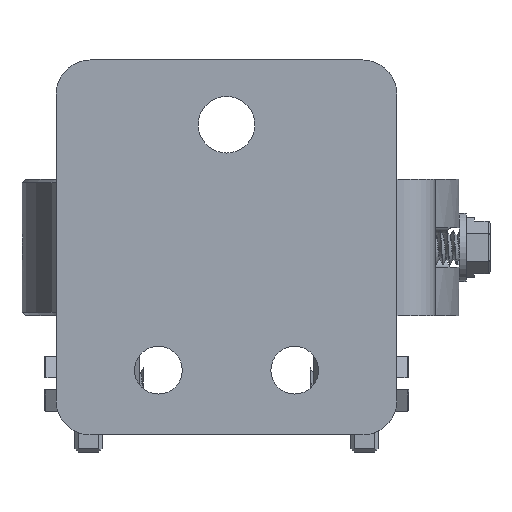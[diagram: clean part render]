
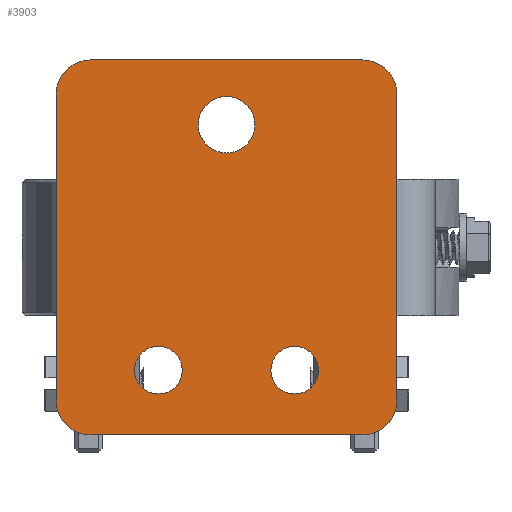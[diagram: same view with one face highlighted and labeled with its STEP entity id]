
A CAD part, front view. The second image highlights one B-rep face of the part: STEP entity #3903.
In plain terms, the highlighted planar face has unit normal (0, -1, 0).
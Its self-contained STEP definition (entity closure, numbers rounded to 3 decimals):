
#832=DIRECTION('',(0.,0.,-1.));
#833=VECTOR('',#832,12.5);
#834=CARTESIAN_POINT('',(50.,-4.,-37.5));
#835=LINE('',#834,#833);
#836=CARTESIAN_POINT('',(45.,-4.,-50.));
#837=DIRECTION('',(0.,1.,0.));
#838=DIRECTION('',(1.,0.,0.));
#839=AXIS2_PLACEMENT_3D('',#836,#837,#838);
#841=DIRECTION('',(-1.,0.,0.));
#842=VECTOR('',#841,40.);
#843=CARTESIAN_POINT('',(45.,-4.,-55.));
#844=LINE('',#843,#842);
#845=CARTESIAN_POINT('',(5.,-4.,-50.));
#846=DIRECTION('',(0.,1.,0.));
#847=DIRECTION('',(0.,0.,-1.));
#848=AXIS2_PLACEMENT_3D('',#845,#846,#847);
#850=DIRECTION('',(0.,0.,1.));
#851=VECTOR('',#850,45.);
#852=CARTESIAN_POINT('',(0.,-4.,-50.));
#853=LINE('',#852,#851);
#854=CARTESIAN_POINT('',(5.,-4.,-5.));
#855=DIRECTION('',(0.,1.,0.));
#856=DIRECTION('',(-1.,0.,0.));
#857=AXIS2_PLACEMENT_3D('',#854,#855,#856);
#859=DIRECTION('',(1.,0.,0.));
#860=VECTOR('',#859,40.);
#861=CARTESIAN_POINT('',(5.,-4.,0.));
#862=LINE('',#861,#860);
#863=CARTESIAN_POINT('',(45.,-4.,-5.));
#864=DIRECTION('',(0.,1.,0.));
#865=DIRECTION('',(0.,0.,1.));
#866=AXIS2_PLACEMENT_3D('',#863,#864,#865);
#868=DIRECTION('',(0.,0.,-1.));
#869=VECTOR('',#868,12.5);
#870=CARTESIAN_POINT('',(50.,-4.,-5.));
#871=LINE('',#870,#869);
#872=CARTESIAN_POINT('',(35.,-4.,-45.5));
#873=DIRECTION('',(0.,1.,0.));
#874=DIRECTION('',(-1.,0.,0.));
#875=AXIS2_PLACEMENT_3D('',#872,#873,#874);
#877=CARTESIAN_POINT('',(35.,-4.,-45.5));
#878=DIRECTION('',(0.,1.,0.));
#879=DIRECTION('',(1.,0.,0.));
#880=AXIS2_PLACEMENT_3D('',#877,#878,#879);
#882=CARTESIAN_POINT('',(15.,-4.,-45.5));
#883=DIRECTION('',(0.,1.,0.));
#884=DIRECTION('',(-1.,0.,0.));
#885=AXIS2_PLACEMENT_3D('',#882,#883,#884);
#887=CARTESIAN_POINT('',(15.,-4.,-45.5));
#888=DIRECTION('',(0.,1.,0.));
#889=DIRECTION('',(1.,0.,0.));
#890=AXIS2_PLACEMENT_3D('',#887,#888,#889);
#892=CARTESIAN_POINT('',(25.,-4.,-9.5));
#893=DIRECTION('',(0.,1.,0.));
#894=DIRECTION('',(-1.,0.,0.));
#895=AXIS2_PLACEMENT_3D('',#892,#893,#894);
#897=CARTESIAN_POINT('',(25.,-4.,-9.5));
#898=DIRECTION('',(0.,1.,0.));
#899=DIRECTION('',(1.,0.,0.));
#900=AXIS2_PLACEMENT_3D('',#897,#898,#899);
#902=DIRECTION('',(0.,0.,-1.));
#903=VECTOR('',#902,20.);
#904=CARTESIAN_POINT('',(50.,-4.,-17.5));
#905=LINE('',#904,#903);
#2476=CARTESIAN_POINT('',(5.,-4.,0.));
#2477=CARTESIAN_POINT('',(45.,-4.,0.));
#2478=VERTEX_POINT('',#2476);
#2479=VERTEX_POINT('',#2477);
#2480=CARTESIAN_POINT('',(45.,-4.,-55.));
#2481=CARTESIAN_POINT('',(5.,-4.,-55.));
#2482=VERTEX_POINT('',#2480);
#2483=VERTEX_POINT('',#2481);
#2484=CARTESIAN_POINT('',(0.,-4.,-50.));
#2485=CARTESIAN_POINT('',(0.,-4.,-5.));
#2486=VERTEX_POINT('',#2484);
#2487=VERTEX_POINT('',#2485);
#2489=CARTESIAN_POINT('',(50.,-4.,-50.));
#2491=VERTEX_POINT('',#2489);
#2494=CARTESIAN_POINT('',(50.,-4.,-5.));
#2495=VERTEX_POINT('',#2494);
#2508=CARTESIAN_POINT('',(20.85,-4.,-9.5));
#2509=CARTESIAN_POINT('',(29.15,-4.,-9.5));
#2510=VERTEX_POINT('',#2508);
#2511=VERTEX_POINT('',#2509);
#2512=CARTESIAN_POINT('',(11.5,-4.,-45.5));
#2513=CARTESIAN_POINT('',(18.5,-4.,-45.5));
#2514=VERTEX_POINT('',#2512);
#2515=VERTEX_POINT('',#2513);
#2516=CARTESIAN_POINT('',(31.5,-4.,-45.5));
#2517=CARTESIAN_POINT('',(38.5,-4.,-45.5));
#2518=VERTEX_POINT('',#2516);
#2519=VERTEX_POINT('',#2517);
#2532=CARTESIAN_POINT('',(50.,-4.,-17.5));
#2534=VERTEX_POINT('',#2532);
#2538=CARTESIAN_POINT('',(50.,-4.,-37.5));
#2540=VERTEX_POINT('',#2538);
#3867=CARTESIAN_POINT('',(0.,-4.,0.));
#3868=DIRECTION('',(0.,1.,0.));
#3869=DIRECTION('',(1.,0.,0.));
#3870=AXIS2_PLACEMENT_3D('',#3867,#3868,#3869);
#3871=PLANE('',#3870);
#3873=ORIENTED_EDGE('',*,*,#3872,.T.);
#3874=ORIENTED_EDGE('',*,*,#3750,.T.);
#3875=ORIENTED_EDGE('',*,*,#3764,.T.);
#3876=ORIENTED_EDGE('',*,*,#3778,.T.);
#3877=ORIENTED_EDGE('',*,*,#3792,.T.);
#3878=ORIENTED_EDGE('',*,*,#3806,.T.);
#3879=ORIENTED_EDGE('',*,*,#3820,.T.);
#3880=ORIENTED_EDGE('',*,*,#3834,.T.);
#3881=ORIENTED_EDGE('',*,*,#3848,.T.);
#3882=ORIENTED_EDGE('',*,*,#3861,.T.);
#3883=EDGE_LOOP('',(#3873,#3874,#3875,#3876,#3877,#3878,#3879,#3880,#3881,
#3882));
#3884=FACE_OUTER_BOUND('',#3883,.F.);
#3886=ORIENTED_EDGE('',*,*,#3885,.F.);
#3888=ORIENTED_EDGE('',*,*,#3887,.F.);
#3889=EDGE_LOOP('',(#3886,#3888));
#3890=FACE_BOUND('',#3889,.F.);
#3892=ORIENTED_EDGE('',*,*,#3891,.F.);
#3894=ORIENTED_EDGE('',*,*,#3893,.F.);
#3895=EDGE_LOOP('',(#3892,#3894));
#3896=FACE_BOUND('',#3895,.F.);
#3898=ORIENTED_EDGE('',*,*,#3897,.F.);
#3900=ORIENTED_EDGE('',*,*,#3899,.F.);
#3901=EDGE_LOOP('',(#3898,#3900));
#3902=FACE_BOUND('',#3901,.F.);
#3903=ADVANCED_FACE('',(#3884,#3890,#3896,#3902),#3871,.F.);
#840=CIRCLE('',#839,5.);
#849=CIRCLE('',#848,5.);
#858=CIRCLE('',#857,5.);
#867=CIRCLE('',#866,5.);
#876=CIRCLE('',#875,3.5);
#881=CIRCLE('',#880,3.5);
#886=CIRCLE('',#885,3.5);
#891=CIRCLE('',#890,3.5);
#896=CIRCLE('',#895,4.15);
#901=CIRCLE('',#900,4.15);
#3750=EDGE_CURVE('',#2540,#2491,#835,.T.);
#3764=EDGE_CURVE('',#2491,#2482,#840,.T.);
#3778=EDGE_CURVE('',#2482,#2483,#844,.T.);
#3792=EDGE_CURVE('',#2483,#2486,#849,.T.);
#3806=EDGE_CURVE('',#2486,#2487,#853,.T.);
#3820=EDGE_CURVE('',#2487,#2478,#858,.T.);
#3834=EDGE_CURVE('',#2478,#2479,#862,.T.);
#3848=EDGE_CURVE('',#2479,#2495,#867,.T.);
#3861=EDGE_CURVE('',#2495,#2534,#871,.T.);
#3872=EDGE_CURVE('',#2534,#2540,#905,.T.);
#3885=EDGE_CURVE('',#2518,#2519,#876,.T.);
#3887=EDGE_CURVE('',#2519,#2518,#881,.T.);
#3891=EDGE_CURVE('',#2514,#2515,#886,.T.);
#3893=EDGE_CURVE('',#2515,#2514,#891,.T.);
#3897=EDGE_CURVE('',#2510,#2511,#896,.T.);
#3899=EDGE_CURVE('',#2511,#2510,#901,.T.);
